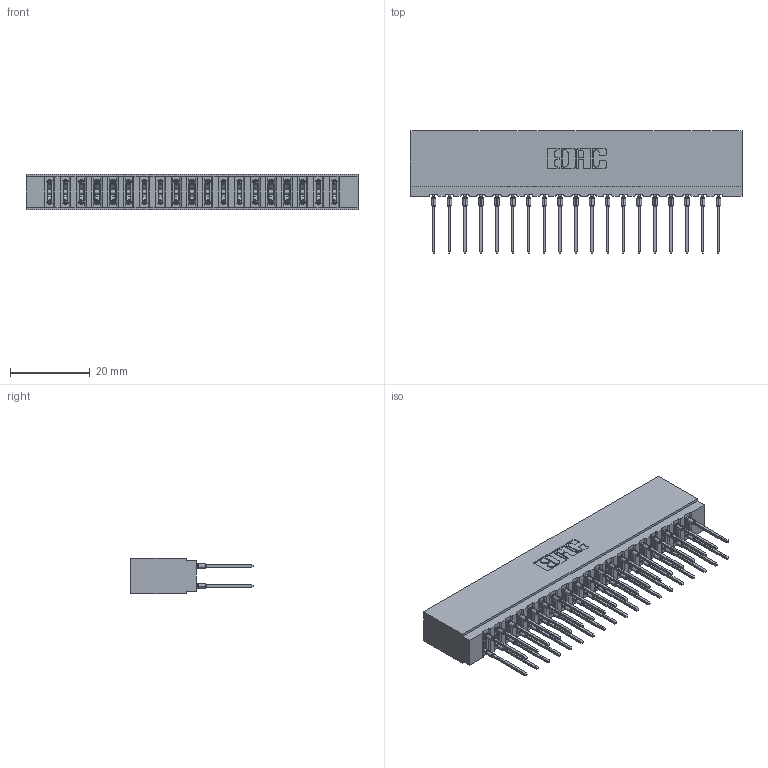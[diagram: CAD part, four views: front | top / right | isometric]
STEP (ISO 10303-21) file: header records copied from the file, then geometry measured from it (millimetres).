
FILE_DESCRIPTION (( 'STEP AP203' ), '1' );
FILE_NAME ('737-038-545-201.STEP', '2026-03-05T22:49:31', ( '' ), ( '' ), 'SwSTEP 2.0', 'SolidWorks 2023', '' );
FILE_SCHEMA (( 'CONFIG_CONTROL_DESIGN' ));
Length unit declared in the file: millimetre
Products named in the file (3): 737-038-545-201; 737 Part_Insulator Option - 01; 745-292-001_545
Assembly tree (39 placements, depth 2):
  737-038-545-201
    737 Part_Insulator Option - 01
    745-292-001_545  x38
Bounding box: 83.16 x 30.62 x 8.89 mm (x, y, z)
Volume: 8437.9 mm3; surface area: 12765 mm2
Topology: 39 solids, 39 shells, 3514 faces, 9451 edges, 5946 vertices
Faces by surface type: plane 1821, bspline 760, cylinder 705, torus 228
Entity records: 35721 total; most frequent: CARTESIAN_POINT 6711, ORIENTED_EDGE 6100, DIRECTION 5344, EDGE_CURVE 3050, LINE 2754, VECTOR 2754, VERTEX_POINT 1950, AXIS2_PLACEMENT_3D 1295
